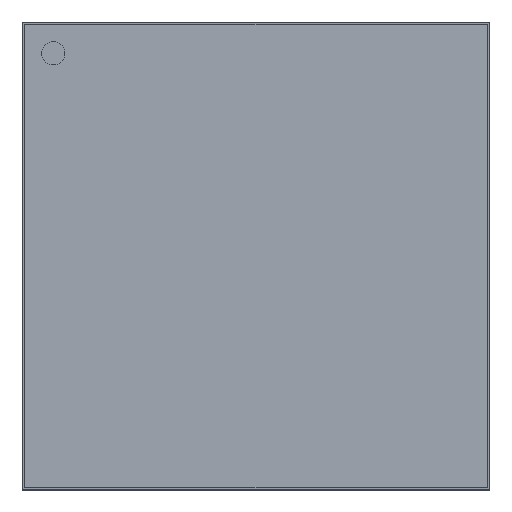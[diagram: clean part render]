
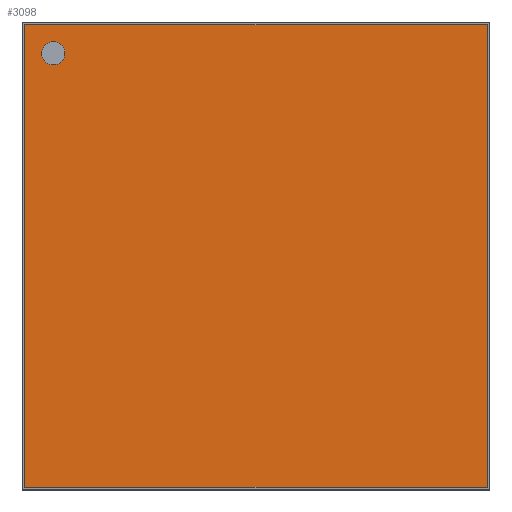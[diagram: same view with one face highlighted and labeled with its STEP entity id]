
A CAD part, top view. The second image highlights one B-rep face of the part: STEP entity #3098.
In plain terms, the highlighted planar face has unit normal (0, 0, 1).
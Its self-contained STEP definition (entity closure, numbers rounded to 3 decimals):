
#184=FACE_BOUND('',#778,.T.);
#192=PLANE('',#3622);
#214=LINE('',#5588,#239);
#215=LINE('',#5590,#240);
#216=LINE('',#5592,#241);
#217=LINE('',#5593,#242);
#239=VECTOR('',#4682,1.);
#240=VECTOR('',#4683,1.);
#241=VECTOR('',#4684,1.);
#242=VECTOR('',#4685,1.);
#425=FACE_OUTER_BOUND('',#777,.T.);
#777=EDGE_LOOP('',(#2553,#2554,#2555,#2556));
#778=EDGE_LOOP('',(#2557));
#1121=CIRCLE('',#3613,0.225);
#1461=VERTEX_POINT('',#5545);
#1475=VERTEX_POINT('',#5586);
#1476=VERTEX_POINT('',#5587);
#1477=VERTEX_POINT('',#5589);
#1478=VERTEX_POINT('',#5591);
#1817=EDGE_CURVE('',#1461,#1461,#1121,.T.);
#1836=EDGE_CURVE('',#1475,#1476,#214,.T.);
#1837=EDGE_CURVE('',#1476,#1477,#215,.T.);
#1838=EDGE_CURVE('',#1477,#1478,#216,.T.);
#1839=EDGE_CURVE('',#1478,#1475,#217,.T.);
#2553=ORIENTED_EDGE('',*,*,#1836,.T.);
#2554=ORIENTED_EDGE('',*,*,#1837,.T.);
#2555=ORIENTED_EDGE('',*,*,#1838,.T.);
#2556=ORIENTED_EDGE('',*,*,#1839,.T.);
#2557=ORIENTED_EDGE('',*,*,#1817,.T.);
#3098=ADVANCED_FACE('',(#425,#184),#192,.F.);
#3613=AXIS2_PLACEMENT_3D('',#5546,#4645,#4646);
#3622=AXIS2_PLACEMENT_3D('',#5585,#4680,#4681);
#4645=DIRECTION('center_axis',(0.,0.,-1.));
#4646=DIRECTION('ref_axis',(1.,0.,0.));
#4680=DIRECTION('center_axis',(0.,0.,-1.));
#4681=DIRECTION('ref_axis',(1.,0.,0.));
#4682=DIRECTION('',(0.,1.,0.));
#4683=DIRECTION('',(-1.,0.,0.));
#4684=DIRECTION('',(0.,-1.,0.));
#4685=DIRECTION('',(1.,0.,0.));
#5545=CARTESIAN_POINT('',(-4.125,3.9,1.));
#5546=CARTESIAN_POINT('Origin',(-3.9,3.9,1.));
#5585=CARTESIAN_POINT('Origin',(0.,0.,1.));
#5586=CARTESIAN_POINT('',(4.45,-4.45,1.));
#5587=CARTESIAN_POINT('',(4.45,4.45,1.));
#5588=CARTESIAN_POINT('',(4.45,0.,1.));
#5589=CARTESIAN_POINT('',(-4.45,4.45,1.));
#5590=CARTESIAN_POINT('',(0.,4.45,1.));
#5591=CARTESIAN_POINT('',(-4.45,-4.45,1.));
#5592=CARTESIAN_POINT('',(-4.45,0.,1.));
#5593=CARTESIAN_POINT('',(0.,-4.45,1.));
